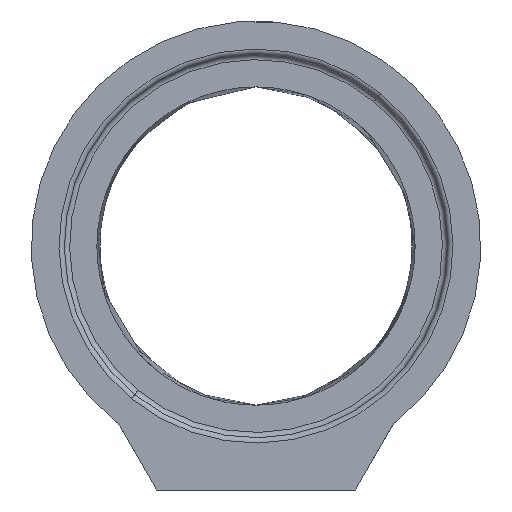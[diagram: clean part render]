
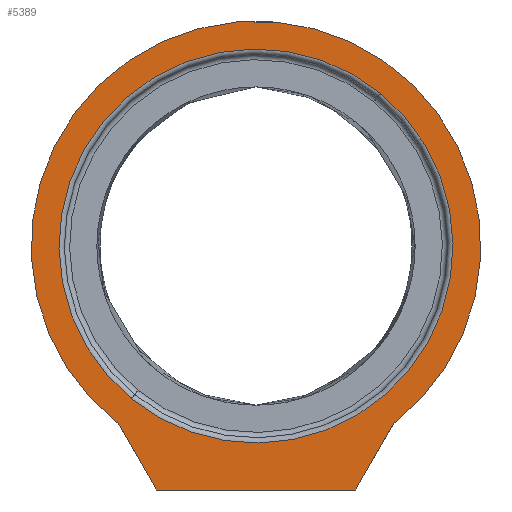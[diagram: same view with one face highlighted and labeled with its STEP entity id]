
A CAD part, left-side view. The second image highlights one B-rep face of the part: STEP entity #5389.
In plain terms, the highlighted face is planar.
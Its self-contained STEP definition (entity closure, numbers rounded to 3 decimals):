
#1055 = CARTESIAN_POINT ( 'NONE',  ( -460., 187.5, -90. ) ) ;
#1135 = CARTESIAN_POINT ( 'NONE',  ( -287.774, -234.943, -90. ) ) ;
#2613 = DIRECTION ( 'NONE',  ( 0., 0., 1. ) ) ;
#2826 = ORIENTED_EDGE ( 'NONE', *, *, #5770, .T. ) ;
#3067 = DIRECTION ( 'NONE',  ( -0.866, 0.5, 0. ) ) ;
#3119 = EDGE_LOOP ( 'NONE', ( #17621, #3579 ) ) ;
#3367 = DIRECTION ( 'NONE',  ( 0., 0., 1. ) ) ;
#3545 = CARTESIAN_POINT ( 'NONE',  ( -460., -300., -90. ) ) ;
#3579 = ORIENTED_EDGE ( 'NONE', *, *, #4765, .T. ) ;
#3668 = AXIS2_PLACEMENT_3D ( 'NONE', #6186, #2613, #17361 ) ;
#4165 = CARTESIAN_POINT ( 'NONE',  ( -460., -187.5, -90. ) ) ;
#4765 = EDGE_CURVE ( 'NONE', #20452, #14410, #9746, .T. ) ;
#4932 = ORIENTED_EDGE ( 'NONE', *, *, #18396, .T. ) ;
#4969 = CARTESIAN_POINT ( 'NONE',  ( -335.332, 259.477, -90. ) ) ;
#5330 = LINE ( 'NONE', #3545, #9672 ) ;
#5389 = ADVANCED_FACE ( 'NONE', ( #15411, #22641 ), #22873, .F. ) ;
#5764 = ORIENTED_EDGE ( 'NONE', *, *, #6382, .T. ) ;
#5770 = EDGE_CURVE ( 'NONE', #10594, #16410, #8990, .T. ) ;
#6186 = CARTESIAN_POINT ( 'NONE',  ( 0., 0., -90. ) ) ;
#6382 = EDGE_CURVE ( 'NONE', #16410, #10326, #19099, .T. ) ;
#6975 = DIRECTION ( 'NONE',  ( -1., 0., 0. ) ) ;
#7054 = CARTESIAN_POINT ( 'NONE',  ( 0., 0., -90. ) ) ;
#7322 = CARTESIAN_POINT ( 'NONE',  ( 0., 0., -90. ) ) ;
#7381 = EDGE_LOOP ( 'NONE', ( #2826, #5764, #4932, #21752 ) ) ;
#8990 = CIRCLE ( 'NONE', #19228, 424. ) ;
#9672 = VECTOR ( 'NONE', #11021, 1000. ) ;
#9746 = CIRCLE ( 'NONE', #3668, 371.5 ) ;
#10095 = LINE ( 'NONE', #1055, #15739 ) ;
#10326 = VERTEX_POINT ( 'NONE', #4165 ) ;
#10594 = VERTEX_POINT ( 'NONE', #4969 ) ;
#11021 = DIRECTION ( 'NONE',  ( 0., 1., 0. ) ) ;
#11849 = EDGE_CURVE ( 'NONE', #14410, #20452, #11936, .T. ) ;
#11936 = CIRCLE ( 'NONE', #18377, 371.5 ) ;
#12211 = CARTESIAN_POINT ( 'NONE',  ( -265.144, -300., -90. ) ) ;
#13509 = DIRECTION ( 'NONE',  ( 1., 0., 0. ) ) ;
#13567 = CARTESIAN_POINT ( 'NONE',  ( 287.774, 234.943, -90. ) ) ;
#13864 = CARTESIAN_POINT ( 'NONE',  ( 0., 0., -90. ) ) ;
#14410 = VERTEX_POINT ( 'NONE', #13567 ) ;
#15063 = EDGE_CURVE ( 'NONE', #19134, #10594, #10095, .T. ) ;
#15411 = FACE_BOUND ( 'NONE', #3119, .T. ) ;
#15563 = DIRECTION ( 'NONE',  ( 0.866, 0.5, 0. ) ) ;
#15739 = VECTOR ( 'NONE', #15563, 1000. ) ;
#16194 = AXIS2_PLACEMENT_3D ( 'NONE', #13864, #17311, #13509 ) ;
#16410 = VERTEX_POINT ( 'NONE', #17283 ) ;
#17283 = CARTESIAN_POINT ( 'NONE',  ( -335.332, -259.477, -90. ) ) ;
#17287 = CARTESIAN_POINT ( 'NONE',  ( -460., 187.5, -90. ) ) ;
#17311 = DIRECTION ( 'NONE',  ( 0., 0., 1. ) ) ;
#17361 = DIRECTION ( 'NONE',  ( 0.775, 0.632, 0. ) ) ;
#17621 = ORIENTED_EDGE ( 'NONE', *, *, #11849, .T. ) ;
#18377 = AXIS2_PLACEMENT_3D ( 'NONE', #7054, #3367, #19862 ) ;
#18396 = EDGE_CURVE ( 'NONE', #10326, #19134, #5330, .T. ) ;
#19099 = LINE ( 'NONE', #12211, #23120 ) ;
#19134 = VERTEX_POINT ( 'NONE', #17287 ) ;
#19228 = AXIS2_PLACEMENT_3D ( 'NONE', #7322, #23240, #6975 ) ;
#19862 = DIRECTION ( 'NONE',  ( 0.775, 0.632, 0. ) ) ;
#20452 = VERTEX_POINT ( 'NONE', #1135 ) ;
#21752 = ORIENTED_EDGE ( 'NONE', *, *, #15063, .T. ) ;
#22641 = FACE_OUTER_BOUND ( 'NONE', #7381, .T. ) ;
#22873 = PLANE ( 'NONE',  #16194 ) ;
#23120 = VECTOR ( 'NONE', #3067, 1000. ) ;
#23240 = DIRECTION ( 'NONE',  ( 0., 0., -1. ) ) ;
